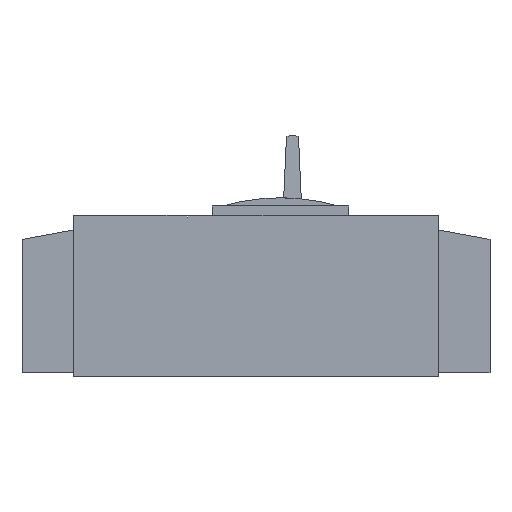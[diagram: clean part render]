
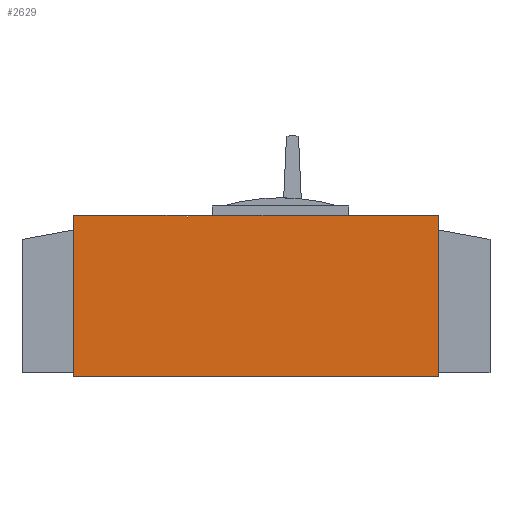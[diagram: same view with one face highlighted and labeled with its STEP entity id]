
A CAD part, left-side view. The second image highlights one B-rep face of the part: STEP entity #2629.
In plain terms, the highlighted planar face has unit normal (-1, 0, 0).
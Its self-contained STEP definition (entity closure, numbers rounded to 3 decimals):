
#158 = ORIENTED_EDGE ( 'NONE', *, *, #2248, .F. ) ;
#159 = ORIENTED_EDGE ( 'NONE', *, *, #4279, .F. ) ;
#160 = ORIENTED_EDGE ( 'NONE', *, *, #4298, .F. ) ;
#161 = ORIENTED_EDGE ( 'NONE', *, *, #2334, .F. ) ;
#162 = ORIENTED_EDGE ( 'NONE', *, *, #4350, .F. ) ;
#163 = ORIENTED_EDGE ( 'NONE', *, *, #2351, .F. ) ;
#164 = ORIENTED_EDGE ( 'NONE', *, *, #2360, .F. ) ;
#165 = ORIENTED_EDGE ( 'NONE', *, *, #2290, .F. ) ;
#227 = CARTESIAN_POINT ( 'NONE',  ( 0., 156.5, 138. ) ) ;
#242 = PLANE ( 'NONE',  #5358 ) ;
#834 = DIRECTION ( 'NONE',  ( 0., -1., 0. ) ) ;
#844 = DIRECTION ( 'NONE',  ( 0., 0., 1. ) ) ;
#858 = DIRECTION ( 'NONE',  ( 0., 0., -1. ) ) ;
#876 = CARTESIAN_POINT ( 'NONE',  ( 0., 58.5, 136.5 ) ) ;
#888 = CARTESIAN_POINT ( 'NONE',  ( 0., -156.5, 138. ) ) ;
#952 = CARTESIAN_POINT ( 'NONE',  ( 0., 59., 136.5 ) ) ;
#1120 = DIRECTION ( 'NONE',  ( 0., 0., -1. ) ) ;
#1134 = CARTESIAN_POINT ( 'NONE',  ( 0., 59., 138. ) ) ;
#1239 = DIRECTION ( 'NONE',  ( 1., 0., 0. ) ) ;
#1262 = DIRECTION ( 'NONE',  ( 0., 0., -1. ) ) ;
#1474 = VERTEX_POINT ( 'NONE', #4755 ) ;
#1478 = VERTEX_POINT ( 'NONE', #4749 ) ;
#1483 = VERTEX_POINT ( 'NONE', #4575 ) ;
#1503 = VERTEX_POINT ( 'NONE', #4667 ) ;
#1535 = VERTEX_POINT ( 'NONE', #4471 ) ;
#1543 = VERTEX_POINT ( 'NONE', #4477 ) ;
#1548 = VERTEX_POINT ( 'NONE', #4496 ) ;
#1667 = VERTEX_POINT ( 'NONE', #4491 ) ;
#1977 = LINE ( 'NONE', #2111, #2023 ) ;
#2023 = VECTOR ( 'NONE', #2116, 1000. ) ;
#2058 = LINE ( 'NONE', #2157, #2059 ) ;
#2059 = VECTOR ( 'NONE', #2158, 1000. ) ;
#2111 = CARTESIAN_POINT ( 'NONE',  ( 0., 156.5, 0. ) ) ;
#2116 = DIRECTION ( 'NONE',  ( 0., 0., 1. ) ) ;
#2157 = CARTESIAN_POINT ( 'NONE',  ( 0., -156.5, 0. ) ) ;
#2158 = DIRECTION ( 'NONE',  ( 0., 1., 0. ) ) ;
#2248 = EDGE_CURVE ( 'NONE', #1483, #1535, #4034, .T. ) ;
#2290 = EDGE_CURVE ( 'NONE', #1535, #1503, #4835, .T. ) ;
#2334 = EDGE_CURVE ( 'NONE', #1543, #1474, #4912, .T. ) ;
#2351 = EDGE_CURVE ( 'NONE', #1548, #1478, #4928, .T. ) ;
#2360 = EDGE_CURVE ( 'NONE', #1503, #1548, #4978, .T. ) ;
#2629 = ADVANCED_FACE ( 'PLANAR_18', ( #5255 ), #242, .F. ) ;
#2710 = VECTOR ( 'NONE', #2867, 1000. ) ;
#2715 = LINE ( 'NONE', #2866, #2710 ) ;
#2866 = CARTESIAN_POINT ( 'NONE',  ( 0., 58.5, 138. ) ) ;
#2867 = DIRECTION ( 'NONE',  ( 0., -1., 0. ) ) ;
#3961 = EDGE_LOOP ( 'NONE', ( #158, #159, #160, #161, #162, #163, #164, #165 ) ) ;
#4034 = LINE ( 'NONE', #4746, #4040 ) ;
#4040 = VECTOR ( 'NONE', #4785, 1000. ) ;
#4279 = EDGE_CURVE ( 'NONE', #1667, #1483, #1977, .T. ) ;
#4298 = EDGE_CURVE ( 'NONE', #1474, #1667, #2058, .T. ) ;
#4350 = EDGE_CURVE ( 'NONE', #1478, #1543, #2715, .T. ) ;
#4471 = CARTESIAN_POINT ( 'NONE',  ( 0., 59., 138. ) ) ;
#4477 = CARTESIAN_POINT ( 'NONE',  ( 0., -156.5, 138. ) ) ;
#4491 = CARTESIAN_POINT ( 'NONE',  ( 0., 156.5, 0. ) ) ;
#4496 = CARTESIAN_POINT ( 'NONE',  ( 0., 58.5, 136.5 ) ) ;
#4575 = CARTESIAN_POINT ( 'NONE',  ( 0., 156.5, 138. ) ) ;
#4667 = CARTESIAN_POINT ( 'NONE',  ( 0., 59., 136.5 ) ) ;
#4746 = CARTESIAN_POINT ( 'NONE',  ( 0., 156.5, 138. ) ) ;
#4749 = CARTESIAN_POINT ( 'NONE',  ( 0., 58.5, 138. ) ) ;
#4755 = CARTESIAN_POINT ( 'NONE',  ( 0., -156.5, 0. ) ) ;
#4785 = DIRECTION ( 'NONE',  ( 0., -1., 0. ) ) ;
#4835 = LINE ( 'NONE', #1134, #4841 ) ;
#4841 = VECTOR ( 'NONE', #1120, 1000. ) ;
#4912 = LINE ( 'NONE', #888, #4927 ) ;
#4927 = VECTOR ( 'NONE', #858, 1000. ) ;
#4928 = LINE ( 'NONE', #876, #4961 ) ;
#4961 = VECTOR ( 'NONE', #844, 1000. ) ;
#4978 = LINE ( 'NONE', #952, #4979 ) ;
#4979 = VECTOR ( 'NONE', #834, 1000. ) ;
#5255 = FACE_OUTER_BOUND ( 'NONE', #3961, .T. ) ;
#5358 = AXIS2_PLACEMENT_3D ( 'NONE', #227, #1239, #1262 ) ;
